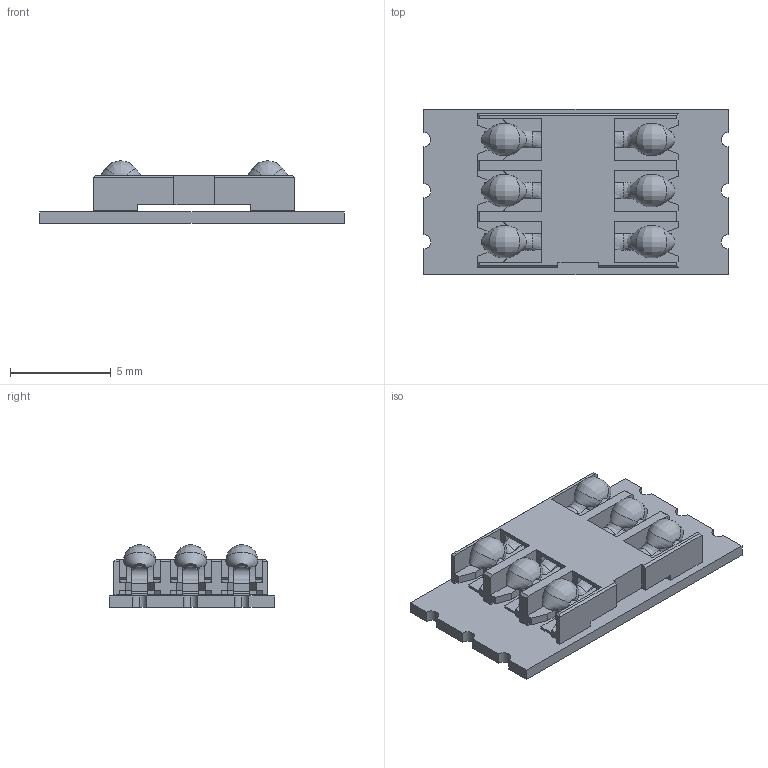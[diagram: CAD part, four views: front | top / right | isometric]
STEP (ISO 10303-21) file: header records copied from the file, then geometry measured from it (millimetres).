
FILE_DESCRIPTION(('KiCad electronic assembly'),'2;1');
FILE_NAME('BatteryConnSpacer.step','2023-07-05T08:53:27',('Pcbnew'),( 'Kicad'),'Open CASCADE STEP processor 7.6','KiCad to STEP converter' ,'Unknown');
FILE_SCHEMA(('AUTOMOTIVE_DESIGN { 1 0 10303 214 1 1 1 1 }'));
Length unit declared in the file: millimetre
Products named in the file (4): BatteryConnSpacer 1; 470191802 SIM CONN 1.8MM; COMPOUND; BatteryConnSpacer PCB
Assembly tree (3 placements, depth 3):
  BatteryConnSpacer 1
    470191802 SIM CONN 1.8MM
      COMPOUND
    BatteryConnSpacer PCB
Bounding box: 15.11 x 8.2 x 3.12 mm (x, y, z)
Volume: 132 mm3; surface area: 729.8 mm2
Topology: 8 solids, 8 shells, 496 faces, 1376 edges, 950 vertices
Faces by surface type: plane 325, bspline 114, cylinder 51, cone 6
Entity records: 43045 total; most frequent: CARTESIAN_POINT 17602, DIRECTION 4216, LINE 3144, VECTOR 3144, ORIENTED_EDGE 2644, PCURVE 2644, DEFINITIONAL_REPRESENTATION 2644, EDGE_CURVE 1322
